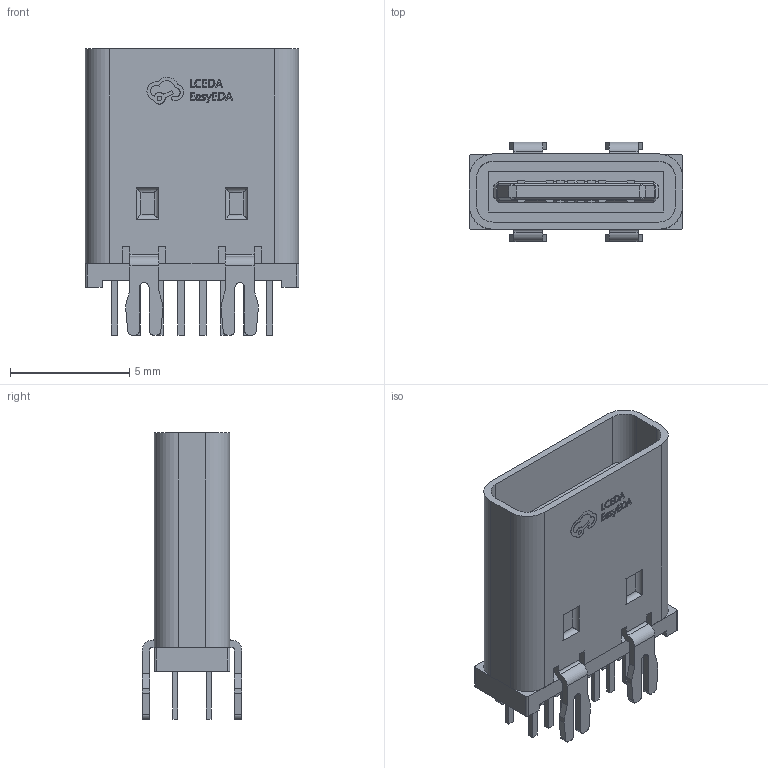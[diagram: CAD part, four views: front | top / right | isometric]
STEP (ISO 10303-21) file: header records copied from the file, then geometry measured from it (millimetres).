
FILE_DESCRIPTION(/* description */ ('Designed by EasyEDA Pro'),/* implementation_level */ '2;1');
FILE_NAME(/* name */ 'TYPE-C_16P_LH_M.step',/* time_stamp */ '2025-04-09T10:38:44+08:00',/* author */ (''),/* organization */ (''),/* preprocessor_version */ 'ST-DEVELOPER v20.1',/* originating_system */ 'Autodesk Translation Framework v14.4.0.0',/* authorisation */ '');
FILE_SCHEMA (('AUTOMOTIVE_DESIGN { 1 0 10303 214 3 1 1 }'));
Length unit declared in the file: millimetre
Products named in the file (4): skny-PCBModel; skny-Board; skny-U1-TYPE-C-TH_16PLC-H10.0; COMPOUND
Assembly tree (3 placements, depth 3):
  skny-PCBModel
    skny-Board
    skny-U1-TYPE-C-TH_16PLC-H10.0
      COMPOUND
Bounding box: 8.94 x 4.16 x 12 mm (x, y, z)
Volume: 142 mm3; surface area: 682.3 mm2
Topology: 2 solids, 2 shells, 607 faces, 1613 edges, 1050 vertices
Faces by surface type: plane 447, bspline 98, cylinder 62
Entity records: 19804 total; most frequent: CARTESIAN_POINT 4319, ORIENTED_EDGE 3226, DIRECTION 2725, EDGE_CURVE 1613, LINE 1309, VECTOR 1309, VERTEX_POINT 1050, AXIS2_PLACEMENT_3D 708
